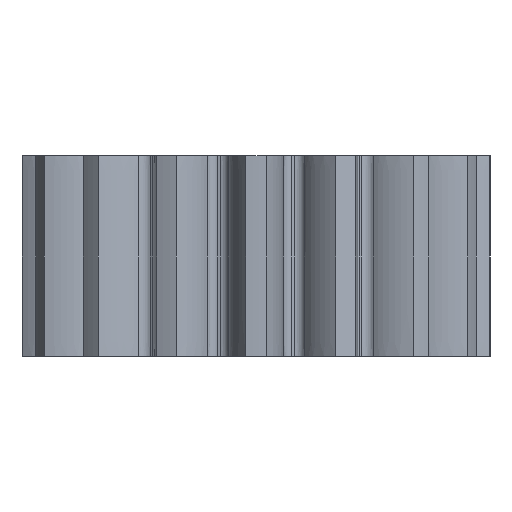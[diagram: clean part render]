
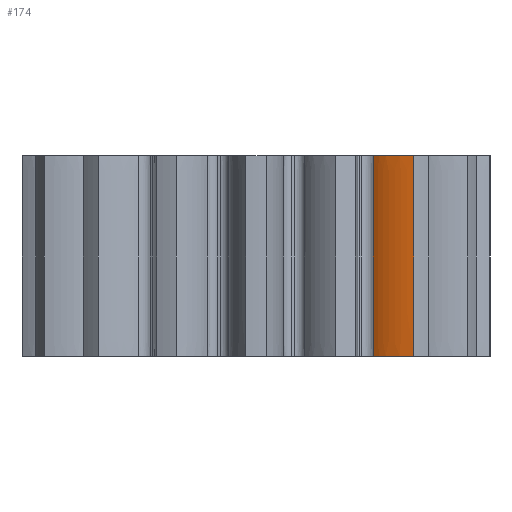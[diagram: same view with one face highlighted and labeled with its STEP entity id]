
A CAD part, front view. The second image highlights one B-rep face of the part: STEP entity #174.
In plain terms, the highlighted face is a extrusion surface.
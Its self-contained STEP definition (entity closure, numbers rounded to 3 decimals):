
#174=ADVANCED_FACE('',(#683),#685,.F.);
#683=FACE_BOUND('',#684,.T.);
#684=EDGE_LOOP('',(#2163,#2164,#2165,#2166));
#685=SURFACE_OF_LINEAR_EXTRUSION('',#686,#687);
#686=B_SPLINE_CURVE_WITH_KNOTS('',3,
(#2167,#2168,#2169,#2170,#2171,#2172,#2173,#2174,#2175,#2176,#2177,#2178,#2179,#2180,
#2181,#2182,#2183,#2184,#2185,#2186,#2187,#2188,#2189,#2190,#2191,#2192,#2193,#2194,
#2195,#2196),
.UNSPECIFIED.,.F.,.F.,
(4,2,2,2,2,2,2,2,2,2,2,2,2,2,4),
(0.,0.078,0.154,0.23,0.304,0.378,
0.451,0.523,0.594,0.664,0.733,
0.801,0.868,0.935,1.),
.UNSPECIFIED.);
#687=VECTOR('',#688,34.);
#688=DIRECTION('',(0.,0.,1.));
#2163=ORIENTED_EDGE('',*,*,#4584,.T.);
#2164=ORIENTED_EDGE('',*,*,#4902,.F.);
#2165=ORIENTED_EDGE('',*,*,#4888,.T.);
#2166=ORIENTED_EDGE('',*,*,#4903,.F.);
#2167=CARTESIAN_POINT('',(6.303,-6.894,0.));
#2168=CARTESIAN_POINT('',(6.257,-6.885,0.));
#2169=CARTESIAN_POINT('',(6.212,-6.875,0.));
#2170=CARTESIAN_POINT('',(6.123,-6.855,0.));
#2171=CARTESIAN_POINT('',(6.079,-6.845,0.));
#2172=CARTESIAN_POINT('',(5.991,-6.823,0.));
#2173=CARTESIAN_POINT('',(5.947,-6.811,0.));
#2174=CARTESIAN_POINT('',(5.861,-6.787,0.));
#2175=CARTESIAN_POINT('',(5.819,-6.775,0.));
#2176=CARTESIAN_POINT('',(5.734,-6.749,0.));
#2177=CARTESIAN_POINT('',(5.693,-6.735,0.));
#2178=CARTESIAN_POINT('',(5.61,-6.707,0.));
#2179=CARTESIAN_POINT('',(5.569,-6.692,0.));
#2180=CARTESIAN_POINT('',(5.489,-6.662,0.));
#2181=CARTESIAN_POINT('',(5.449,-6.647,0.));
#2182=CARTESIAN_POINT('',(5.37,-6.614,0.));
#2183=CARTESIAN_POINT('',(5.332,-6.598,0.));
#2184=CARTESIAN_POINT('',(5.255,-6.564,0.));
#2185=CARTESIAN_POINT('',(5.217,-6.546,0.));
#2186=CARTESIAN_POINT('',(5.143,-6.51,0.));
#2187=CARTESIAN_POINT('',(5.106,-6.491,0.));
#2188=CARTESIAN_POINT('',(5.034,-6.453,0.));
#2189=CARTESIAN_POINT('',(4.999,-6.433,0.));
#2190=CARTESIAN_POINT('',(4.929,-6.393,0.));
#2191=CARTESIAN_POINT('',(4.895,-6.372,0.));
#2192=CARTESIAN_POINT('',(4.828,-6.329,0.));
#2193=CARTESIAN_POINT('',(4.796,-6.307,0.));
#2194=CARTESIAN_POINT('',(4.732,-6.262,0.));
#2195=CARTESIAN_POINT('',(4.701,-6.239,0.));
#2196=CARTESIAN_POINT('',(4.67,-6.215,0.));
#4584=EDGE_CURVE('',#5138,#5136,#5139,.F.);
#4888=EDGE_CURVE('',#5704,#5702,#5705,.T.);
#4902=EDGE_CURVE('',#5704,#5136,#5724,.F.);
#4903=EDGE_CURVE('',#5138,#5702,#5725,.T.);
#5136=VERTEX_POINT('',#6172);
#5138=VERTEX_POINT('',#6177);
#5139=B_SPLINE_CURVE_WITH_KNOTS('',3,
(#6178,#6179,#6180,#6181,#6182,#6183,#6184,#6185,#6186,#6187,#6188,#6189,#6190,#6191,
#6192,#6193,#6194,#6195,#6196,#6197,#6198,#6199,#6200,#6201,#6202,#6203,#6204,#6205,
#6206,#6207),
.UNSPECIFIED.,.F.,.F.,
(4,2,2,2,2,2,2,2,2,2,2,2,2,2,4),
(0.,0.078,0.154,0.23,0.304,0.378,
0.451,0.523,0.594,0.664,0.733,
0.801,0.868,0.935,1.),
.UNSPECIFIED.);
#5702=VERTEX_POINT('',#10676);
#5704=VERTEX_POINT('',#10707);
#5705=B_SPLINE_CURVE_WITH_KNOTS('',3,
(#10708,#10709,#10710,#10711,#10712,#10713,#10714,#10715,#10716,#10717,#10718,#10719,
#10720,#10721,#10722,#10723,#10724,#10725,#10726,#10727,#10728,#10729,#10730,#10731,
#10732,#10733,#10734,#10735,#10736,#10737),
.UNSPECIFIED.,.F.,.F.,
(4,2,2,2,2,2,2,2,2,2,2,2,2,2,4),
(0.,0.078,0.154,0.23,0.304,0.378,
0.451,0.523,0.594,0.664,0.733,
0.801,0.868,0.935,1.),
.UNSPECIFIED.);
#5724=LINE('',#10892,#10893);
#5725=LINE('',#10895,#10896);
#6172=CARTESIAN_POINT('',(6.303,-6.894,7.038));
#6177=CARTESIAN_POINT('',(4.67,-6.215,7.038));
#6178=CARTESIAN_POINT('',(6.303,-6.894,7.038));
#6179=CARTESIAN_POINT('',(6.257,-6.885,7.038));
#6180=CARTESIAN_POINT('',(6.212,-6.875,7.038));
#6181=CARTESIAN_POINT('',(6.123,-6.855,7.038));
#6182=CARTESIAN_POINT('',(6.079,-6.845,7.038));
#6183=CARTESIAN_POINT('',(5.991,-6.823,7.038));
#6184=CARTESIAN_POINT('',(5.947,-6.811,7.038));
#6185=CARTESIAN_POINT('',(5.861,-6.787,7.038));
#6186=CARTESIAN_POINT('',(5.819,-6.775,7.038));
#6187=CARTESIAN_POINT('',(5.734,-6.749,7.038));
#6188=CARTESIAN_POINT('',(5.693,-6.735,7.038));
#6189=CARTESIAN_POINT('',(5.61,-6.707,7.038));
#6190=CARTESIAN_POINT('',(5.569,-6.692,7.038));
#6191=CARTESIAN_POINT('',(5.489,-6.662,7.038));
#6192=CARTESIAN_POINT('',(5.449,-6.647,7.038));
#6193=CARTESIAN_POINT('',(5.37,-6.614,7.038));
#6194=CARTESIAN_POINT('',(5.332,-6.598,7.038));
#6195=CARTESIAN_POINT('',(5.255,-6.564,7.038));
#6196=CARTESIAN_POINT('',(5.217,-6.546,7.038));
#6197=CARTESIAN_POINT('',(5.143,-6.51,7.038));
#6198=CARTESIAN_POINT('',(5.106,-6.491,7.038));
#6199=CARTESIAN_POINT('',(5.034,-6.453,7.038));
#6200=CARTESIAN_POINT('',(4.999,-6.433,7.038));
#6201=CARTESIAN_POINT('',(4.929,-6.393,7.038));
#6202=CARTESIAN_POINT('',(4.895,-6.372,7.038));
#6203=CARTESIAN_POINT('',(4.828,-6.329,7.038));
#6204=CARTESIAN_POINT('',(4.796,-6.307,7.038));
#6205=CARTESIAN_POINT('',(4.732,-6.262,7.038));
#6206=CARTESIAN_POINT('',(4.701,-6.239,7.038));
#6207=CARTESIAN_POINT('',(4.67,-6.215,7.038));
#10676=CARTESIAN_POINT('',(4.67,-6.215,15.038));
#10707=CARTESIAN_POINT('',(6.303,-6.894,15.038));
#10708=CARTESIAN_POINT('',(6.303,-6.894,15.038));
#10709=CARTESIAN_POINT('',(6.257,-6.885,15.038));
#10710=CARTESIAN_POINT('',(6.212,-6.875,15.038));
#10711=CARTESIAN_POINT('',(6.123,-6.855,15.038));
#10712=CARTESIAN_POINT('',(6.079,-6.845,15.038));
#10713=CARTESIAN_POINT('',(5.991,-6.823,15.038));
#10714=CARTESIAN_POINT('',(5.947,-6.811,15.038));
#10715=CARTESIAN_POINT('',(5.861,-6.787,15.038));
#10716=CARTESIAN_POINT('',(5.819,-6.775,15.038));
#10717=CARTESIAN_POINT('',(5.734,-6.749,15.038));
#10718=CARTESIAN_POINT('',(5.693,-6.735,15.038));
#10719=CARTESIAN_POINT('',(5.61,-6.707,15.038));
#10720=CARTESIAN_POINT('',(5.569,-6.692,15.038));
#10721=CARTESIAN_POINT('',(5.489,-6.662,15.038));
#10722=CARTESIAN_POINT('',(5.449,-6.647,15.038));
#10723=CARTESIAN_POINT('',(5.37,-6.614,15.038));
#10724=CARTESIAN_POINT('',(5.332,-6.598,15.038));
#10725=CARTESIAN_POINT('',(5.255,-6.564,15.038));
#10726=CARTESIAN_POINT('',(5.217,-6.546,15.038));
#10727=CARTESIAN_POINT('',(5.143,-6.51,15.038));
#10728=CARTESIAN_POINT('',(5.106,-6.491,15.038));
#10729=CARTESIAN_POINT('',(5.034,-6.453,15.038));
#10730=CARTESIAN_POINT('',(4.999,-6.433,15.038));
#10731=CARTESIAN_POINT('',(4.929,-6.393,15.038));
#10732=CARTESIAN_POINT('',(4.895,-6.372,15.038));
#10733=CARTESIAN_POINT('',(4.828,-6.329,15.038));
#10734=CARTESIAN_POINT('',(4.796,-6.307,15.038));
#10735=CARTESIAN_POINT('',(4.732,-6.262,15.038));
#10736=CARTESIAN_POINT('',(4.701,-6.239,15.038));
#10737=CARTESIAN_POINT('',(4.67,-6.215,15.038));
#10892=CARTESIAN_POINT('',(6.303,-6.894,7.038));
#10893=VECTOR('',#10894,1.);
#10894=DIRECTION('',(0.,0.,1.));
#10895=CARTESIAN_POINT('',(4.67,-6.215,7.038));
#10896=VECTOR('',#10897,1.);
#10897=DIRECTION('',(0.,0.,1.));
